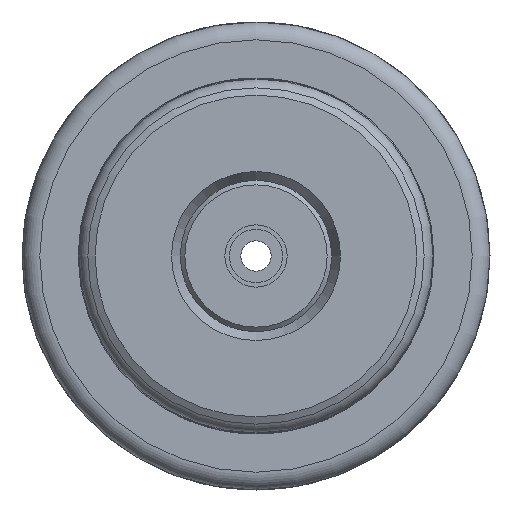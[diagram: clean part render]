
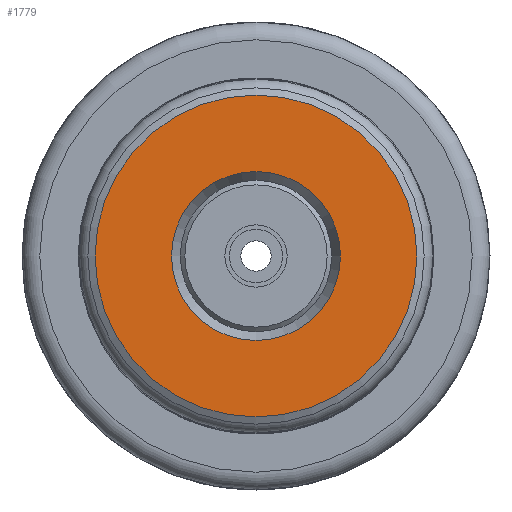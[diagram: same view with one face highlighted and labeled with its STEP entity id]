
A CAD part, left-side view. The second image highlights one B-rep face of the part: STEP entity #1779.
In plain terms, the highlighted planar face has unit normal (-1, 0, 0).
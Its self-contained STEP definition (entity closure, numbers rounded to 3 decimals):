
#1745=CARTESIAN_POINT('',(0.0,4.75,0.0));
#1746=VERTEX_POINT('',#1745);
#1747=CARTESIAN_POINT('',(0.0,0.0,0.0));
#1748=DIRECTION('',(1.0,0.0,0.0));
#1749=DIRECTION('',(0.0,1.0,0.0));
#1750=AXIS2_PLACEMENT_3D('',#1747,#1748,#1749);
#1751=CIRCLE('',#1750,4.75);
#1752=EDGE_CURVE('',#1746,#1746,#1751,.T.);
#1760=CARTESIAN_POINT('',(0.0,6.897,0.0));
#1761=DIRECTION('',(-1.0,0.0,0.0));
#1762=DIRECTION('',(0.0,0.0,1.0));
#1763=AXIS2_PLACEMENT_3D('',#1760,#1761,#1762);
#1764=PLANE('',#1763);
#1765=CARTESIAN_POINT('',(0.0,9.045,0.0));
#1766=VERTEX_POINT('',#1765);
#1767=CARTESIAN_POINT('',(0.0,0.0,0.0));
#1768=DIRECTION('',(1.0,0.0,0.0));
#1769=DIRECTION('',(0.0,1.0,0.0));
#1770=AXIS2_PLACEMENT_3D('',#1767,#1768,#1769);
#1771=CIRCLE('',#1770,9.045);
#1772=EDGE_CURVE('',#1766,#1766,#1771,.T.);
#1773=ORIENTED_EDGE('',*,*,#1772,.F.);
#1774=EDGE_LOOP('',(#1773));
#1775=FACE_OUTER_BOUND('',#1774,.T.);
#1776=ORIENTED_EDGE('',*,*,#1752,.T.);
#1777=EDGE_LOOP('',(#1776));
#1778=FACE_BOUND('',#1777,.T.);
#1779=ADVANCED_FACE('',(#1775,#1778),#1764,.T.);
